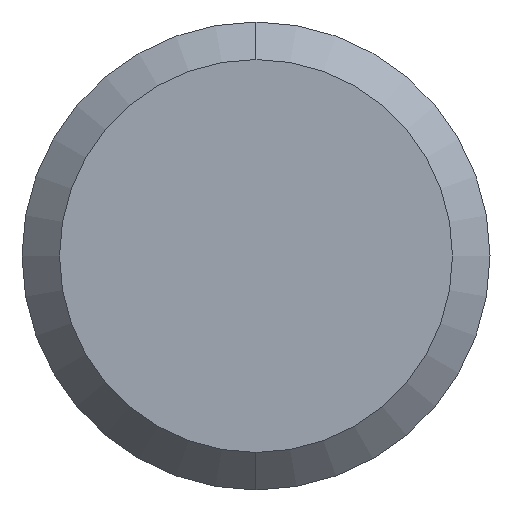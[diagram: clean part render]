
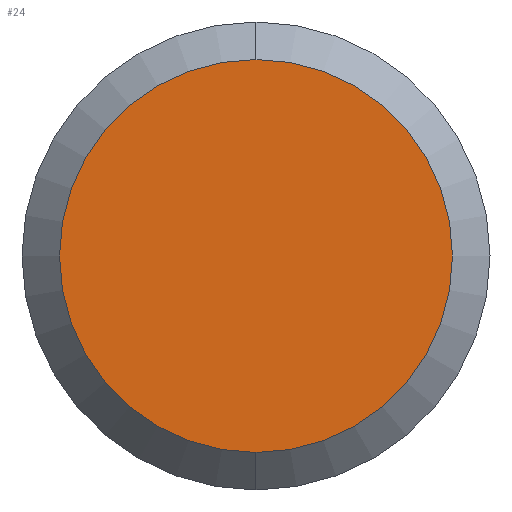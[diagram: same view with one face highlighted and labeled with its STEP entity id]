
A CAD part, left-side view. The second image highlights one B-rep face of the part: STEP entity #24.
In plain terms, the highlighted planar face has unit normal (-1, 0, 0).
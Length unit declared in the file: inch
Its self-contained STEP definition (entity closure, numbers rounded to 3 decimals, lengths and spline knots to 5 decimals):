
#3 = PLANE ( 'NONE',  #57 ) ;
#24 = ADVANCED_FACE ( 'NONE', ( #259 ), #3, .F. ) ;
#57 = AXIS2_PLACEMENT_3D ( 'NONE', #411, #365, #371 ) ;
#91 = VERTEX_POINT ( 'NONE', #162 ) ;
#162 = CARTESIAN_POINT ( 'NONE',  ( 0., 0., 0.05235 ) ) ;
#259 = FACE_OUTER_BOUND ( 'NONE', #541, .T. ) ;
#265 = DIRECTION ( 'NONE',  ( -1., 0., 0. ) ) ;
#283 = CIRCLE ( 'NONE', #568, 0.05235 ) ;
#336 = ORIENTED_EDGE ( 'NONE', *, *, #449, .T. ) ;
#353 = ORIENTED_EDGE ( 'NONE', *, *, #484, .T. ) ;
#365 = DIRECTION ( 'NONE',  ( 1., 0., 0. ) ) ;
#371 = DIRECTION ( 'NONE',  ( 0., 0., -1. ) ) ;
#397 = AXIS2_PLACEMENT_3D ( 'NONE', #413, #522, #620 ) ;
#411 = CARTESIAN_POINT ( 'NONE',  ( 0., 0., 0. ) ) ;
#413 = CARTESIAN_POINT ( 'NONE',  ( 0., 0., 0. ) ) ;
#449 = EDGE_CURVE ( 'NONE', #91, #454, #481, .T. ) ;
#454 = VERTEX_POINT ( 'NONE', #681 ) ;
#467 = DIRECTION ( 'NONE',  ( 0., 0., 1. ) ) ;
#481 = CIRCLE ( 'NONE', #397, 0.05235 ) ;
#484 = EDGE_CURVE ( 'NONE', #454, #91, #283, .T. ) ;
#519 = CARTESIAN_POINT ( 'NONE',  ( 0., 0., 0. ) ) ;
#522 = DIRECTION ( 'NONE',  ( -1., 0., 0. ) ) ;
#541 = EDGE_LOOP ( 'NONE', ( #353, #336 ) ) ;
#568 = AXIS2_PLACEMENT_3D ( 'NONE', #519, #265, #467 ) ;
#620 = DIRECTION ( 'NONE',  ( 0., 0., 1. ) ) ;
#681 = CARTESIAN_POINT ( 'NONE',  ( 0., 0., -0.05235 ) ) ;
